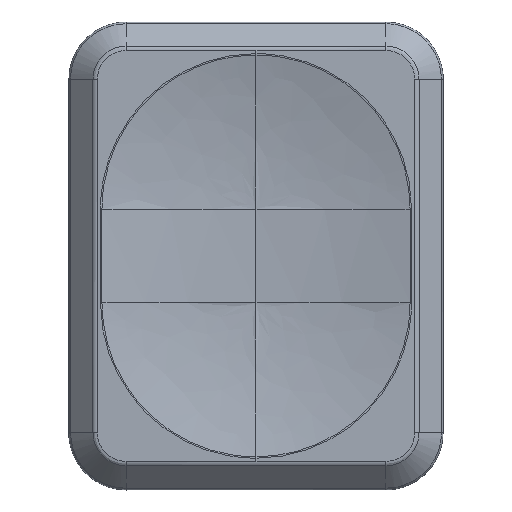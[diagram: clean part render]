
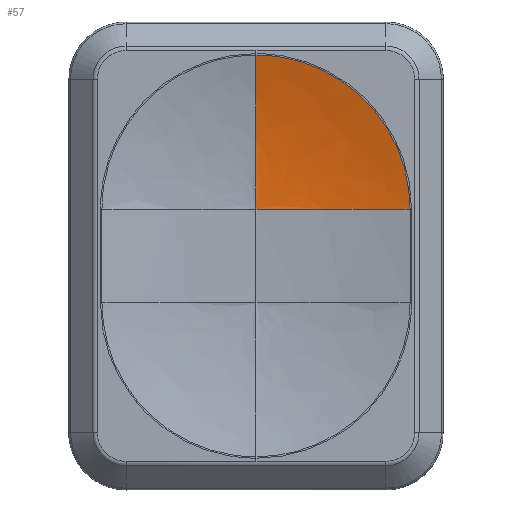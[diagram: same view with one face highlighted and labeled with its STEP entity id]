
A CAD part, top view. The second image highlights one B-rep face of the part: STEP entity #57.
In plain terms, the highlighted free-form (B-spline) face has degree [2, 2] with [3, 3] control points.
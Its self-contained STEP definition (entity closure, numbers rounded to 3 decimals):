
#57=ADVANCED_FACE('',(#153),#1339,.T.);
#153=FACE_OUTER_BOUND('',#249,.T.);
#249=EDGE_LOOP('',(#470,#471,#472));
#470=ORIENTED_EDGE('',*,*,#826,.T.);
#471=ORIENTED_EDGE('',*,*,#825,.F.);
#472=ORIENTED_EDGE('',*,*,#827,.T.);
#825=EDGE_CURVE('',#1237,#1235,#979,.T.);
#826=EDGE_CURVE('',#1238,#1235,#980,.T.);
#827=EDGE_CURVE('',#1237,#1238,#981,.T.);
#979=(
BOUNDED_CURVE()
B_SPLINE_CURVE(2,(#2346,#2347,#2348),.UNSPECIFIED.,.F.,.F.)
B_SPLINE_CURVE_WITH_KNOTS((3,3),(-7.517,-0.092),
 .UNSPECIFIED.)
CURVE()
GEOMETRIC_REPRESENTATION_ITEM()
RATIONAL_B_SPLINE_CURVE((1.,1.,1.))
REPRESENTATION_ITEM('')
);
#980=(
BOUNDED_CURVE()
B_SPLINE_CURVE(2,(#2349,#2350,#2351),.UNSPECIFIED.,.F.,.F.)
B_SPLINE_CURVE_WITH_KNOTS((3,3),(11.781,23.562),
 .UNSPECIFIED.)
CURVE()
GEOMETRIC_REPRESENTATION_ITEM()
RATIONAL_B_SPLINE_CURVE((1.,0.707,1.))
REPRESENTATION_ITEM('')
);
#981=(
BOUNDED_CURVE()
B_SPLINE_CURVE(2,(#2352,#2353,#2354),.UNSPECIFIED.,.F.,.F.)
B_SPLINE_CURVE_WITH_KNOTS((3,3),(-7.517,-0.092),
 .UNSPECIFIED.)
CURVE()
GEOMETRIC_REPRESENTATION_ITEM()
RATIONAL_B_SPLINE_CURVE((1.,1.,1.))
REPRESENTATION_ITEM('')
);
#1235=VERTEX_POINT('',#1979);
#1237=VERTEX_POINT('',#1981);
#1238=VERTEX_POINT('',#1982);
#1339=(
BOUNDED_SURFACE()
B_SPLINE_SURFACE(2,2,((#1676,#1677,#1678),(#1679,#1680,#1681),(#1682,#1683,
#1684)),.UNSPECIFIED.,.F.,.F.,.F.)
B_SPLINE_SURFACE_WITH_KNOTS((3,3),(3,3),(11.781,23.562),
(0.092,7.517),.UNSPECIFIED.)
GEOMETRIC_REPRESENTATION_ITEM()
RATIONAL_B_SPLINE_SURFACE(((1.,1.,1.),(0.707,0.707,
0.707),(1.,1.,1.)))
REPRESENTATION_ITEM('')
SURFACE()
);
#1676=CARTESIAN_POINT('',(-42.352,7.353,9.442));
#1677=CARTESIAN_POINT('',(-46.056,7.353,8.55));
#1678=CARTESIAN_POINT('',(-49.76,7.353,8.55));
#1679=CARTESIAN_POINT('',(-42.352,14.761,9.442));
#1680=CARTESIAN_POINT('',(-46.056,11.057,8.55));
#1681=CARTESIAN_POINT('',(-49.76,7.353,8.55));
#1682=CARTESIAN_POINT('',(-49.76,14.761,9.442));
#1683=CARTESIAN_POINT('',(-49.76,11.057,8.55));
#1684=CARTESIAN_POINT('',(-49.76,7.353,8.55));
#1979=CARTESIAN_POINT('',(-49.76,14.761,9.442));
#1981=CARTESIAN_POINT('',(-49.76,7.353,8.55));
#1982=CARTESIAN_POINT('',(-42.352,7.353,9.442));
#2346=CARTESIAN_POINT('',(-49.76,7.353,8.55));
#2347=CARTESIAN_POINT('',(-49.76,11.057,8.55));
#2348=CARTESIAN_POINT('',(-49.76,14.761,9.442));
#2349=CARTESIAN_POINT('',(-42.352,7.353,9.442));
#2350=CARTESIAN_POINT('',(-42.352,14.761,9.442));
#2351=CARTESIAN_POINT('',(-49.76,14.761,9.442));
#2352=CARTESIAN_POINT('',(-49.76,7.353,8.55));
#2353=CARTESIAN_POINT('',(-46.056,7.353,8.55));
#2354=CARTESIAN_POINT('',(-42.352,7.353,9.442));
